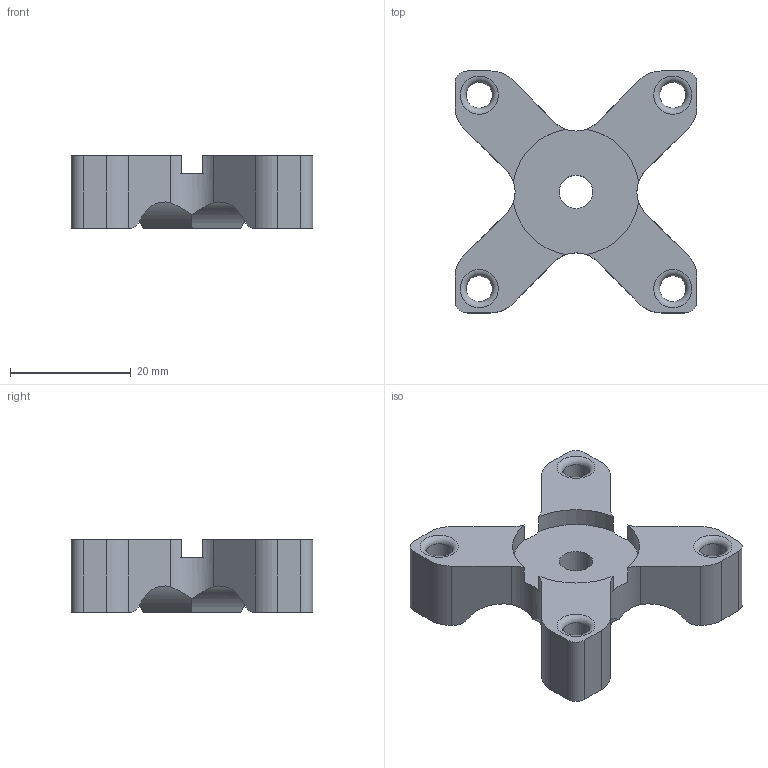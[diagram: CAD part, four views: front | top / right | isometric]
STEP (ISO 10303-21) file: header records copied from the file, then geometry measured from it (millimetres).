
FILE_DESCRIPTION(/* description */ (''),/* implementation_level */ '2;1');
FILE_NAME(/* name */ 'Reactor Outer Lid.step',/* time_stamp */ '2022-10-31T07:04:19Z',/* author */ (''),/* organization */ (''),/* preprocessor_version */ 'ST-DEVELOPER v19.2',/* originating_system */ 'Autodesk Translation Framework v11.17.0.187',/* authorisation */ '');
FILE_SCHEMA (('AUTOMOTIVE_DESIGN { 1 0 10303 214 3 1 1 }'));
Length unit declared in the file: millimetre
Products named in the file (1): Reactor Outer Lid
Bounding box: 40 x 40 x 12 mm (x, y, z)
Volume: 8570.1 mm3; surface area: 4882.1 mm2
Topology: 1 solids, 1 shells, 65 faces, 182 edges, 120 vertices
Faces by surface type: cylinder 34, plane 27, torus 4
Full cylindrical faces by diameter (mm): 4.3 x4, 5.5 x1, 6.5 x1
Entity records: 2205 total; most frequent: CARTESIAN_POINT 408, DIRECTION 390, ORIENTED_EDGE 364, EDGE_CURVE 182, AXIS2_PLACEMENT_3D 150, VERTEX_POINT 120, LINE 90, VECTOR 90
